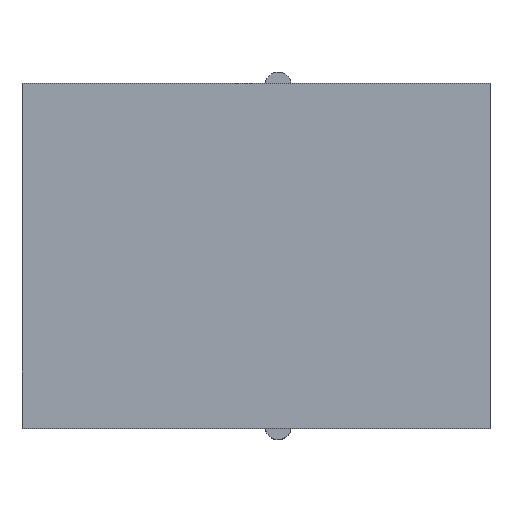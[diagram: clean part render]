
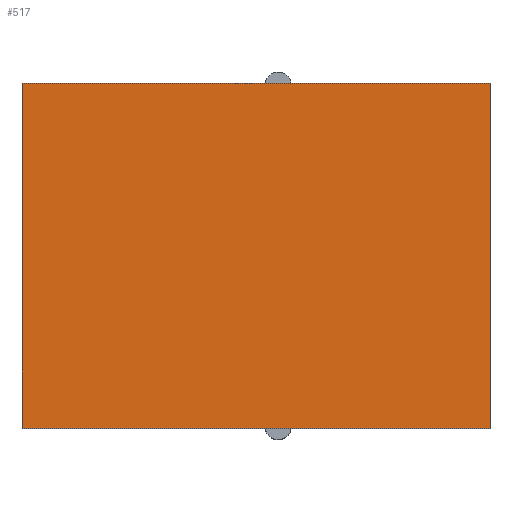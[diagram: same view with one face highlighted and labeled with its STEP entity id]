
A CAD part, top view. The second image highlights one B-rep face of the part: STEP entity #517.
In plain terms, the highlighted planar face has unit normal (0, 0, 1).
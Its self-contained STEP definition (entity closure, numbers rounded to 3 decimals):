
#203 = VERTEX_POINT('',#204);
#204 = CARTESIAN_POINT('',(-19.81,-3.825,11.5));
#211 = PLANE('',#212);
#212 = AXIS2_PLACEMENT_3D('',#213,#214,#215);
#213 = CARTESIAN_POINT('',(-19.81,-3.825,0.));
#214 = DIRECTION('',(0.,1.,0.));
#215 = DIRECTION('',(1.,0.,0.));
#223 = PLANE('',#224);
#224 = AXIS2_PLACEMENT_3D('',#225,#226,#227);
#225 = CARTESIAN_POINT('',(-19.81,13.955,0.));
#226 = DIRECTION('',(1.,0.,-0.));
#227 = DIRECTION('',(0.,-1.,0.));
#235 = EDGE_CURVE('',#203,#236,#238,.T.);
#236 = VERTEX_POINT('',#237);
#237 = CARTESIAN_POINT('',(4.32,-3.825,11.5));
#238 = SURFACE_CURVE('',#239,(#243,#250),.PCURVE_S1.);
#239 = LINE('',#240,#241);
#240 = CARTESIAN_POINT('',(-19.81,-3.825,11.5));
#241 = VECTOR('',#242,1.);
#242 = DIRECTION('',(1.,0.,0.));
#243 = PCURVE('',#211,#244);
#244 = DEFINITIONAL_REPRESENTATION('',(#245),#249);
#245 = LINE('',#246,#247);
#246 = CARTESIAN_POINT('',(0.,-11.5));
#247 = VECTOR('',#248,1.);
#248 = DIRECTION('',(1.,0.));
#249 = ( GEOMETRIC_REPRESENTATION_CONTEXT(2) 
PARAMETRIC_REPRESENTATION_CONTEXT() REPRESENTATION_CONTEXT('2D SPACE',''
  ) );
#250 = PCURVE('',#251,#256);
#251 = PLANE('',#252);
#252 = AXIS2_PLACEMENT_3D('',#253,#254,#255);
#253 = CARTESIAN_POINT('',(-7.745,5.065,11.5));
#254 = DIRECTION('',(0.,0.,1.));
#255 = DIRECTION('',(1.,0.,0.));
#256 = DEFINITIONAL_REPRESENTATION('',(#257),#261);
#257 = LINE('',#258,#259);
#258 = CARTESIAN_POINT('',(-12.065,-8.89));
#259 = VECTOR('',#260,1.);
#260 = DIRECTION('',(1.,0.));
#261 = ( GEOMETRIC_REPRESENTATION_CONTEXT(2) 
PARAMETRIC_REPRESENTATION_CONTEXT() REPRESENTATION_CONTEXT('2D SPACE',''
  ) );
#279 = PLANE('',#280);
#280 = AXIS2_PLACEMENT_3D('',#281,#282,#283);
#281 = CARTESIAN_POINT('',(4.32,-3.825,0.));
#282 = DIRECTION('',(-1.,0.,0.));
#283 = DIRECTION('',(0.,1.,0.));
#321 = EDGE_CURVE('',#236,#322,#324,.T.);
#322 = VERTEX_POINT('',#323);
#323 = CARTESIAN_POINT('',(4.32,13.955,11.5));
#324 = SURFACE_CURVE('',#325,(#329,#336),.PCURVE_S1.);
#325 = LINE('',#326,#327);
#326 = CARTESIAN_POINT('',(4.32,-3.825,11.5));
#327 = VECTOR('',#328,1.);
#328 = DIRECTION('',(0.,1.,0.));
#329 = PCURVE('',#279,#330);
#330 = DEFINITIONAL_REPRESENTATION('',(#331),#335);
#331 = LINE('',#332,#333);
#332 = CARTESIAN_POINT('',(0.,-11.5));
#333 = VECTOR('',#334,1.);
#334 = DIRECTION('',(1.,0.));
#335 = ( GEOMETRIC_REPRESENTATION_CONTEXT(2) 
PARAMETRIC_REPRESENTATION_CONTEXT() REPRESENTATION_CONTEXT('2D SPACE',''
  ) );
#336 = PCURVE('',#251,#337);
#337 = DEFINITIONAL_REPRESENTATION('',(#338),#342);
#338 = LINE('',#339,#340);
#339 = CARTESIAN_POINT('',(12.065,-8.89));
#340 = VECTOR('',#341,1.);
#341 = DIRECTION('',(0.,1.));
#342 = ( GEOMETRIC_REPRESENTATION_CONTEXT(2) 
PARAMETRIC_REPRESENTATION_CONTEXT() REPRESENTATION_CONTEXT('2D SPACE',''
  ) );
#360 = PLANE('',#361);
#361 = AXIS2_PLACEMENT_3D('',#362,#363,#364);
#362 = CARTESIAN_POINT('',(4.32,13.955,0.));
#363 = DIRECTION('',(0.,-1.,0.));
#364 = DIRECTION('',(-1.,0.,0.));
#397 = EDGE_CURVE('',#322,#398,#400,.T.);
#398 = VERTEX_POINT('',#399);
#399 = CARTESIAN_POINT('',(-19.81,13.955,11.5));
#400 = SURFACE_CURVE('',#401,(#405,#412),.PCURVE_S1.);
#401 = LINE('',#402,#403);
#402 = CARTESIAN_POINT('',(4.32,13.955,11.5));
#403 = VECTOR('',#404,1.);
#404 = DIRECTION('',(-1.,0.,0.));
#405 = PCURVE('',#360,#406);
#406 = DEFINITIONAL_REPRESENTATION('',(#407),#411);
#407 = LINE('',#408,#409);
#408 = CARTESIAN_POINT('',(0.,-11.5));
#409 = VECTOR('',#410,1.);
#410 = DIRECTION('',(1.,0.));
#411 = ( GEOMETRIC_REPRESENTATION_CONTEXT(2) 
PARAMETRIC_REPRESENTATION_CONTEXT() REPRESENTATION_CONTEXT('2D SPACE',''
  ) );
#412 = PCURVE('',#251,#413);
#413 = DEFINITIONAL_REPRESENTATION('',(#414),#418);
#414 = LINE('',#415,#416);
#415 = CARTESIAN_POINT('',(12.065,8.89));
#416 = VECTOR('',#417,1.);
#417 = DIRECTION('',(-1.,0.));
#418 = ( GEOMETRIC_REPRESENTATION_CONTEXT(2) 
PARAMETRIC_REPRESENTATION_CONTEXT() REPRESENTATION_CONTEXT('2D SPACE',''
  ) );
#468 = EDGE_CURVE('',#398,#203,#469,.T.);
#469 = SURFACE_CURVE('',#470,(#474,#481),.PCURVE_S1.);
#470 = LINE('',#471,#472);
#471 = CARTESIAN_POINT('',(-19.81,13.955,11.5));
#472 = VECTOR('',#473,1.);
#473 = DIRECTION('',(0.,-1.,0.));
#474 = PCURVE('',#223,#475);
#475 = DEFINITIONAL_REPRESENTATION('',(#476),#480);
#476 = LINE('',#477,#478);
#477 = CARTESIAN_POINT('',(0.,-11.5));
#478 = VECTOR('',#479,1.);
#479 = DIRECTION('',(1.,0.));
#480 = ( GEOMETRIC_REPRESENTATION_CONTEXT(2) 
PARAMETRIC_REPRESENTATION_CONTEXT() REPRESENTATION_CONTEXT('2D SPACE',''
  ) );
#481 = PCURVE('',#251,#482);
#482 = DEFINITIONAL_REPRESENTATION('',(#483),#487);
#483 = LINE('',#484,#485);
#484 = CARTESIAN_POINT('',(-12.065,8.89));
#485 = VECTOR('',#486,1.);
#486 = DIRECTION('',(0.,-1.));
#487 = ( GEOMETRIC_REPRESENTATION_CONTEXT(2) 
PARAMETRIC_REPRESENTATION_CONTEXT() REPRESENTATION_CONTEXT('2D SPACE',''
  ) );
#517 = ADVANCED_FACE('',(#518),#251,.T.);
#518 = FACE_BOUND('',#519,.T.);
#519 = EDGE_LOOP('',(#520,#521,#522,#523));
#520 = ORIENTED_EDGE('',*,*,#235,.T.);
#521 = ORIENTED_EDGE('',*,*,#321,.T.);
#522 = ORIENTED_EDGE('',*,*,#397,.T.);
#523 = ORIENTED_EDGE('',*,*,#468,.T.);
